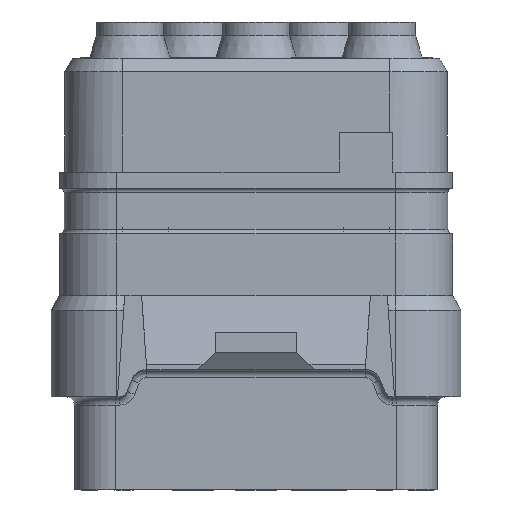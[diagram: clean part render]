
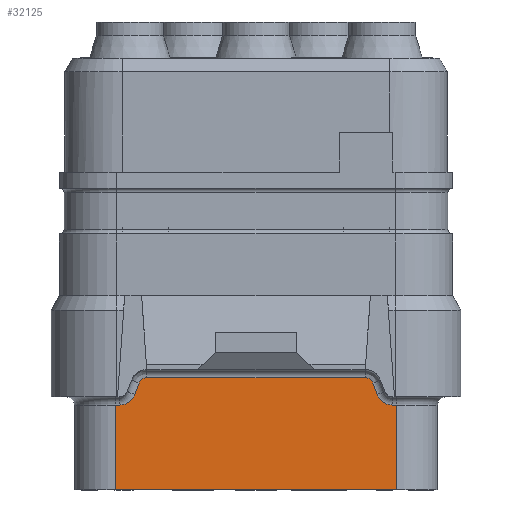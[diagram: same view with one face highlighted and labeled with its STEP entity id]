
A CAD part, front view. The second image highlights one B-rep face of the part: STEP entity #32125.
In plain terms, the highlighted planar face has unit normal (0, -1, 0).
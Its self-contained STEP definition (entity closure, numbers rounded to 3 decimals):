
#6776=DIRECTION('',(-1.,0.,0.));
#6777=VECTOR('',#6776,10.3);
#6778=CARTESIAN_POINT('',(5.15,-5.775,-11.63));
#6779=LINE('',#6778,#6777);
#7741=DIRECTION('',(0.,0.,-1.));
#7742=VECTOR('',#7741,3.1);
#7743=CARTESIAN_POINT('',(-5.15,-5.775,-8.53));
#7744=LINE('',#7743,#7742);
#7921=DIRECTION('',(-1.,0.,0.));
#7922=VECTOR('',#7921,0.15);
#7923=CARTESIAN_POINT('',(5.15,-5.775,-8.53));
#7924=LINE('',#7923,#7922);
#7970=DIRECTION('',(0.,0.,-1.));
#7971=VECTOR('',#7970,3.1);
#7972=CARTESIAN_POINT('',(5.15,-5.775,-8.53));
#7973=LINE('',#7972,#7971);
#7979=DIRECTION('',(-1.,0.,0.));
#7980=VECTOR('',#7979,0.15);
#7981=CARTESIAN_POINT('',(-5.,-5.775,-8.53));
#7982=LINE('',#7981,#7980);
#7993=CARTESIAN_POINT('',(-5.,-5.775,-7.93));
#7994=DIRECTION('',(0.,1.,0.));
#7995=DIRECTION('',(0.935,0.,-0.354));
#7996=AXIS2_PLACEMENT_3D('',#7993,#7994,#7995);
#8694=DIRECTION('',(-0.354,0.,0.935));
#8695=VECTOR('',#8694,0.447);
#8696=CARTESIAN_POINT('',(4.439,-5.775,-8.142));
#8697=LINE('',#8696,#8695);
#8708=CARTESIAN_POINT('',(5.,-5.775,-7.93));
#8709=DIRECTION('',(0.,1.,0.));
#8710=DIRECTION('',(0.,0.,-1.));
#8711=AXIS2_PLACEMENT_3D('',#8708,#8709,#8710);
#8727=CARTESIAN_POINT('',(4.,-5.775,-7.83));
#8728=DIRECTION('',(0.,-1.,0.));
#8729=DIRECTION('',(0.935,0.,0.354));
#8730=AXIS2_PLACEMENT_3D('',#8727,#8728,#8729);
#8737=DIRECTION('',(-1.,0.,0.));
#8738=VECTOR('',#8737,8.);
#8739=CARTESIAN_POINT('',(4.,-5.775,-7.53));
#8740=LINE('',#8739,#8738);
#8751=CARTESIAN_POINT('',(-4.,-5.775,-7.83));
#8752=DIRECTION('',(0.,-1.,0.));
#8753=DIRECTION('',(0.,0.,1.));
#8754=AXIS2_PLACEMENT_3D('',#8751,#8752,#8753);
#8773=DIRECTION('',(-0.354,0.,-0.935));
#8774=VECTOR('',#8773,0.447);
#8775=CARTESIAN_POINT('',(-4.281,-5.775,-7.724));
#8776=LINE('',#8775,#8774);
#18231=CARTESIAN_POINT('',(-5.15,-5.775,-11.63));
#18233=VERTEX_POINT('',#18231);
#18245=CARTESIAN_POINT('',(5.15,-5.775,-11.63));
#18246=VERTEX_POINT('',#18245);
#18313=CARTESIAN_POINT('',(-5.15,-5.775,-8.53));
#18314=VERTEX_POINT('',#18313);
#18315=CARTESIAN_POINT('',(-5.,-5.775,-8.53));
#18316=VERTEX_POINT('',#18315);
#18321=CARTESIAN_POINT('',(-4.439,-5.775,-8.142));
#18322=VERTEX_POINT('',#18321);
#18325=CARTESIAN_POINT('',(-4.281,-5.775,-7.724));
#18326=VERTEX_POINT('',#18325);
#18327=CARTESIAN_POINT('',(-4.,-5.775,-7.53));
#18328=VERTEX_POINT('',#18327);
#18329=CARTESIAN_POINT('',(4.,-5.775,-7.53));
#18330=VERTEX_POINT('',#18329);
#18331=CARTESIAN_POINT('',(4.281,-5.775,-7.724));
#18332=VERTEX_POINT('',#18331);
#18337=CARTESIAN_POINT('',(4.439,-5.775,-8.142));
#18338=VERTEX_POINT('',#18337);
#18341=CARTESIAN_POINT('',(5.,-5.775,-8.53));
#18342=VERTEX_POINT('',#18341);
#18343=CARTESIAN_POINT('',(5.15,-5.775,-8.53));
#18344=VERTEX_POINT('',#18343);
#32098=CARTESIAN_POINT('',(5.15,-5.775,-8.23));
#32099=DIRECTION('',(0.,-1.,0.));
#32100=DIRECTION('',(-1.,0.,0.));
#32101=AXIS2_PLACEMENT_3D('',#32098,#32099,#32100);
#32102=PLANE('',#32101);
#32104=ORIENTED_EDGE('',*,*,#32103,.F.);
#32106=ORIENTED_EDGE('',*,*,#32105,.F.);
#32108=ORIENTED_EDGE('',*,*,#32107,.F.);
#32110=ORIENTED_EDGE('',*,*,#32109,.F.);
#32112=ORIENTED_EDGE('',*,*,#32111,.F.);
#32114=ORIENTED_EDGE('',*,*,#32113,.F.);
#32116=ORIENTED_EDGE('',*,*,#32115,.F.);
#32118=ORIENTED_EDGE('',*,*,#32117,.F.);
#32119=ORIENTED_EDGE('',*,*,#32011,.F.);
#32120=ORIENTED_EDGE('',*,*,#32093,.T.);
#32121=ORIENTED_EDGE('',*,*,#31273,.T.);
#32122=ORIENTED_EDGE('',*,*,#31790,.F.);
#32123=EDGE_LOOP('',(#32104,#32106,#32108,#32110,#32112,#32114,#32116,#32118,
#32119,#32120,#32121,#32122));
#32124=FACE_OUTER_BOUND('',#32123,.F.);
#32125=ADVANCED_FACE('',(#32124),#32102,.T.);
#7997=CIRCLE('',#7996,0.6);
#8712=CIRCLE('',#8711,0.6);
#8731=CIRCLE('',#8730,0.3);
#8755=CIRCLE('',#8754,0.3);
#31273=EDGE_CURVE('',#18246,#18233,#6779,.T.);
#31790=EDGE_CURVE('',#18314,#18233,#7744,.T.);
#32011=EDGE_CURVE('',#18344,#18342,#7924,.T.);
#32093=EDGE_CURVE('',#18344,#18246,#7973,.T.);
#32103=EDGE_CURVE('',#18316,#18314,#7982,.T.);
#32105=EDGE_CURVE('',#18322,#18316,#7997,.T.);
#32107=EDGE_CURVE('',#18326,#18322,#8776,.T.);
#32109=EDGE_CURVE('',#18328,#18326,#8755,.T.);
#32111=EDGE_CURVE('',#18330,#18328,#8740,.T.);
#32113=EDGE_CURVE('',#18332,#18330,#8731,.T.);
#32115=EDGE_CURVE('',#18338,#18332,#8697,.T.);
#32117=EDGE_CURVE('',#18342,#18338,#8712,.T.);
